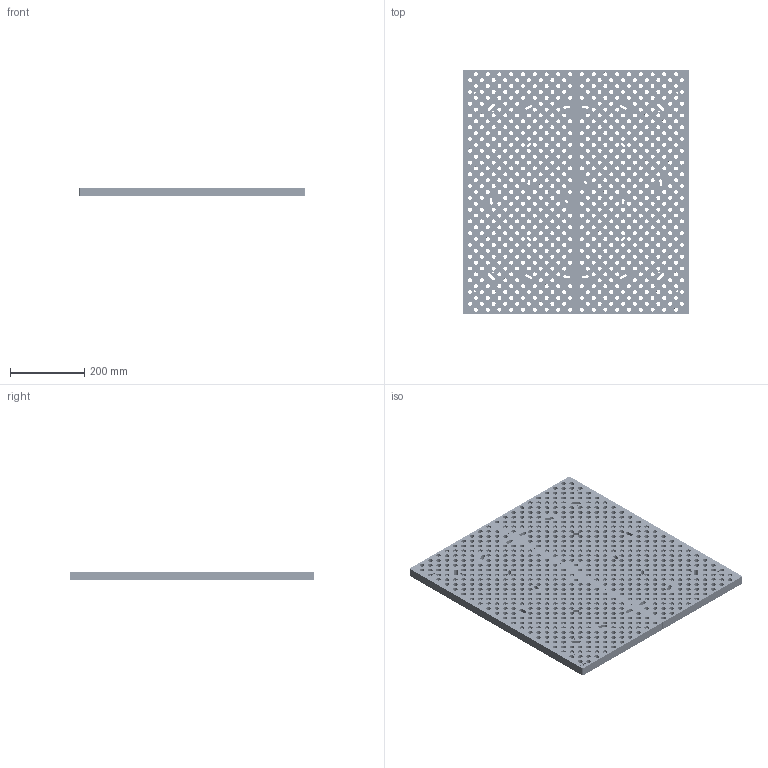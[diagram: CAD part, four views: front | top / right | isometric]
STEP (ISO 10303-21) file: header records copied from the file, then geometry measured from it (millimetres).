
FILE_DESCRIPTION(/* description */ (''),/* implementation_level */ '2;1');
FILE_NAME(/* name */ 'MR-1 Fixture Plate Set.step',/* time_stamp */ '2023-04-19T14:33:28-04:00',/* author */ (''),/* organization */ (''),/* preprocessor_version */ 'ST-DEVELOPER v19.2',/* originating_system */ 'Autodesk Translation Framework v12.4.0.73',/* authorisation */ '');
FILE_SCHEMA (('AUTOMOTIVE_DESIGN { 1 0 10303 214 3 1 1 }'));
Products named in the file (5): _MR-1 Set CAD Master; Plate; Plate_1; _SMW Logo; SMW
Assembly tree (4 placements, depth 4):
  _MR-1 Set CAD Master
    Plate
    Plate_1
      _SMW Logo
        SMW
Bounding box: 609.6 x 660.4 x 23.37 mm (x, y, z)
Volume: 7651780 mm3; surface area: 1376040 mm2
Topology: 3 solids, 3 shells, 2619 faces, 5637 edges, 3758 vertices
Faces by surface type: cylinder 1611, plane 765, bspline 243
Full cylindrical faces by diameter (mm): 5.118 x8, 10.808 x704, 12.713 x704
Entity records: 80839 total; most frequent: CARTESIAN_POINT 19266, DIRECTION 12939, ORIENTED_EDGE 11274, EDGE_CURVE 5637, AXIS2_PLACEMENT_3D 5607, EDGE_LOOP 4827, VERTEX_POINT 3758, CIRCLE 3222
